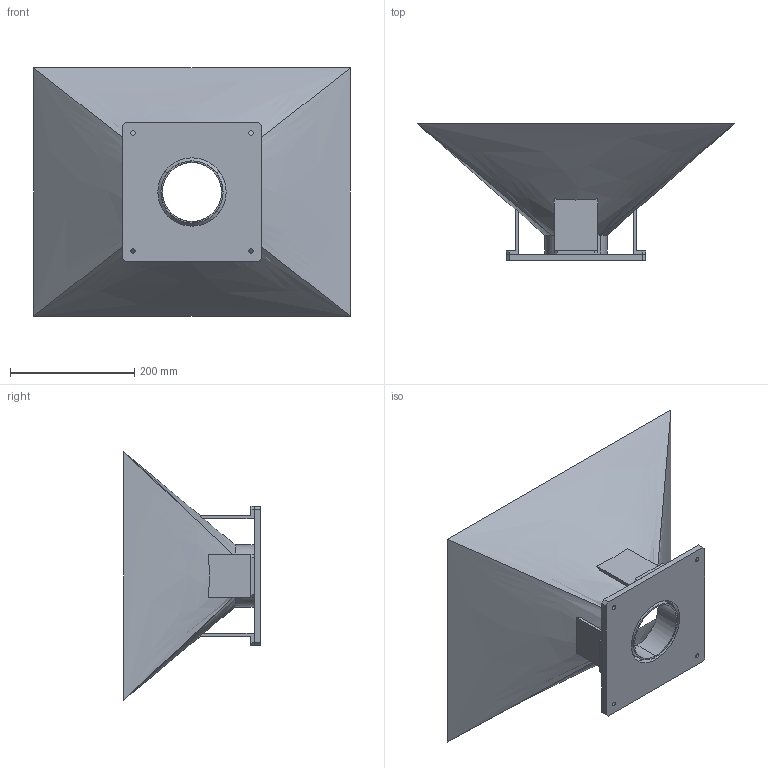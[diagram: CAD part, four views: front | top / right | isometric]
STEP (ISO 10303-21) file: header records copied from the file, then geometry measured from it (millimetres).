
FILE_DESCRIPTION (( 'STEP AP214' ), '1' );
FILE_NAME ('100 MM.STEP', '2025-09-12T04:16:47', ( '' ), ( '' ), 'SwSTEP 2.0', 'SolidWorks 2015', '' );
FILE_SCHEMA (( 'AUTOMOTIVE_DESIGN' ));
Length unit declared in the file: millimetre
Products named in the file (11): 100 mm; Part5^100 MM; 100 MM; BASE 100 mm; Part4^100 MM
Assembly tree (6 placements, depth 2):
  Part5^100 MM
  Part5^100 MM
  100 MM
    100 mm
    BASE 100 mm
    Part4^100 MM  x2
    Part5^100 MM  x2
  BASE 100 mm
  Part4^100 MM
Bounding box: 510 x 220 x 400 mm (x, y, z)
Volume: 1508546.6 mm3; surface area: 725127.5 mm2
Topology: 6 solids, 6 shells, 74 faces, 184 edges, 122 vertices
Faces by surface type: plane 48, bspline 14, cylinder 12
Entity records: 8076 total; most frequent: CARTESIAN_POINT 6542, ORIENTED_EDGE 272, DIRECTION 236, EDGE_CURVE 136, VERTEX_POINT 90, LINE 84, VECTOR 84, AXIS2_PLACEMENT_3D 76
